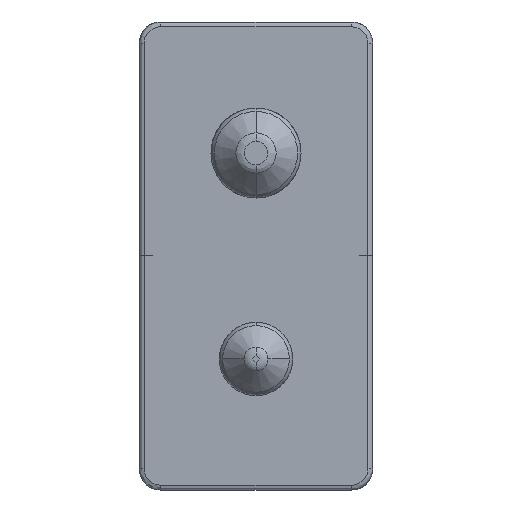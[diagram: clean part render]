
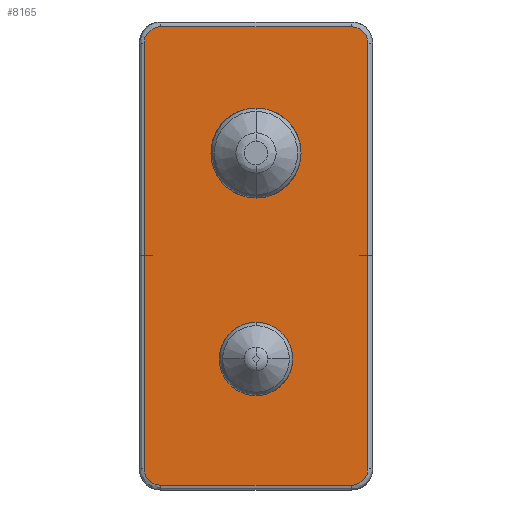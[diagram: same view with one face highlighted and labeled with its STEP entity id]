
A CAD part, left-side view. The second image highlights one B-rep face of the part: STEP entity #8165.
In plain terms, the highlighted planar face has unit normal (-1, 0, 0).
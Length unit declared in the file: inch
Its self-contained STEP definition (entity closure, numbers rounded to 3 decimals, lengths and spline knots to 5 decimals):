
#32 = VERTEX_POINT ( 'NONE', #6176 ) ;
#263 = EDGE_CURVE ( 'NONE', #2285, #5051, #1373, .T. ) ;
#268 = DIRECTION ( 'NONE',  ( 0., -1., 0. ) ) ;
#336 = CARTESIAN_POINT ( 'NONE',  ( -1.719, 0., 0.4865 ) ) ;
#353 = EDGE_LOOP ( 'NONE', ( #3775, #3975, #5707, #2811, #10065, #8264, #10319, #9038 ) ) ;
#444 = CARTESIAN_POINT ( 'NONE',  ( -1.719, -0.2375, -0.4515 ) ) ;
#493 = CARTESIAN_POINT ( 'NONE',  ( -1.719, -0.223, 0.4865 ) ) ;
#702 = DIRECTION ( 'NONE',  ( 0., -1., 0. ) ) ;
#805 = CARTESIAN_POINT ( 'NONE',  ( -1.719, 0., -0.2185 ) ) ;
#815 = CIRCLE ( 'NONE', #1994, 0.0955 ) ;
#897 = CARTESIAN_POINT ( 'NONE',  ( -1.719, 0.2375, -0.472 ) ) ;
#1050 = LINE ( 'NONE', #4291, #6676 ) ;
#1075 = CARTESIAN_POINT ( 'NONE',  ( -1.719, 0.223, 0.4865 ) ) ;
#1117 = EDGE_CURVE ( 'NONE', #4198, #8159, #1050, .T. ) ;
#1373 = CIRCLE ( 'NONE', #7524, 0.078 ) ;
#1631 = DIRECTION ( 'NONE',  ( -1., 0., 0. ) ) ;
#1994 = AXIS2_PLACEMENT_3D ( 'NONE', #4203, #8462, #6743 ) ;
#2285 = VERTEX_POINT ( 'NONE', #4716 ) ;
#2525 = VERTEX_POINT ( 'NONE', #4373 ) ;
#2753 = FACE_BOUND ( 'NONE', #9468, .T. ) ;
#2811 = ORIENTED_EDGE ( 'NONE', *, *, #6085, .F. ) ;
#3338 = EDGE_CURVE ( 'NONE', #5051, #2285, #7555, .T. ) ;
#3511 = VERTEX_POINT ( 'NONE', #9762 ) ;
#3542 = ORIENTED_EDGE ( 'NONE', *, *, #3338, .T. ) ;
#3674 = CARTESIAN_POINT ( 'NONE',  ( -1.719, -0.2025, -0.4865 ) ) ;
#3687 = ORIENTED_EDGE ( 'NONE', *, *, #9085, .T. ) ;
#3724 = LINE ( 'NONE', #336, #5081 ) ;
#3755 = EDGE_CURVE ( 'NONE', #32, #10323, #8174, .T. ) ;
#3775 = ORIENTED_EDGE ( 'NONE', *, *, #5743, .T. ) ;
#3900 = DIRECTION ( 'NONE',  ( 1., 0., 0. ) ) ;
#3975 = ORIENTED_EDGE ( 'NONE', *, *, #3755, .F. ) ;
#4198 = VERTEX_POINT ( 'NONE', #5053 ) ;
#4203 = CARTESIAN_POINT ( 'NONE',  ( -1.719, 0., 0.2185 ) ) ;
#4242 = EDGE_LOOP ( 'NONE', ( #5209, #3542 ) ) ;
#4291 = CARTESIAN_POINT ( 'NONE',  ( -1.719, 0., -0.4865 ) ) ;
#4373 = CARTESIAN_POINT ( 'NONE',  ( -1.719, -0.2025, 0.4865 ) ) ;
#4398 = PLANE ( 'NONE',  #10048 ) ;
#4474 =( BOUNDED_CURVE ( )  B_SPLINE_CURVE ( 3, ( #8183, #9891, #897, #9839 ),
 .UNSPECIFIED., .F., .F. ) 
 B_SPLINE_CURVE_WITH_KNOTS ( ( 4, 4 ),
 ( 0., 1. ),
 .UNSPECIFIED. ) 
 CURVE ( )  GEOMETRIC_REPRESENTATION_ITEM ( )  RATIONAL_B_SPLINE_CURVE ( ( 1., 0.805, 0.805, 1. ) ) 
 REPRESENTATION_ITEM ( '' )  );
#4528 = CARTESIAN_POINT ( 'NONE',  ( -1.719, 0.2025, 0.4865 ) ) ;
#4585 = CARTESIAN_POINT ( 'NONE',  ( -1.719, -0.2375, -0.472 ) ) ;
#4716 = CARTESIAN_POINT ( 'NONE',  ( -1.719, -0.078, -0.2185 ) ) ;
#4755 = CARTESIAN_POINT ( 'NONE',  ( -1.719, -0.0955, 0.2185 ) ) ;
#4803 = DIRECTION ( 'NONE',  ( 1., 0., 0. ) ) ;
#4916 = VERTEX_POINT ( 'NONE', #4755 ) ;
#5051 = VERTEX_POINT ( 'NONE', #8754 ) ;
#5053 = CARTESIAN_POINT ( 'NONE',  ( -1.719, 0.2025, -0.4865 ) ) ;
#5081 = VECTOR ( 'NONE', #7005, 39.37008 ) ;
#5195 = EDGE_CURVE ( 'NONE', #32, #3511, #5898, .T. ) ;
#5209 = ORIENTED_EDGE ( 'NONE', *, *, #263, .T. ) ;
#5211 = CARTESIAN_POINT ( 'NONE',  ( -1.719, 0.2025, 0.4865 ) ) ;
#5451 = DIRECTION ( 'NONE',  ( 1., 0., 0. ) ) ;
#5577 = CARTESIAN_POINT ( 'NONE',  ( -1.719, 0., -0.2185 ) ) ;
#5662 = EDGE_CURVE ( 'NONE', #9365, #9525, #6529, .T. ) ;
#5707 = ORIENTED_EDGE ( 'NONE', *, *, #5195, .T. ) ;
#5743 = EDGE_CURVE ( 'NONE', #2525, #10323, #3724, .T. ) ;
#5898 = LINE ( 'NONE', #6695, #8521 ) ;
#5947 = VECTOR ( 'NONE', #6681, 39.37008 ) ;
#6085 = EDGE_CURVE ( 'NONE', #4198, #3511, #4474, .T. ) ;
#6093 = CARTESIAN_POINT ( 'NONE',  ( -1.719, -0.2025, 0.4865 ) ) ;
#6176 = CARTESIAN_POINT ( 'NONE',  ( -1.719, 0.2375, 0.4515 ) ) ;
#6395 =( BOUNDED_CURVE ( )  B_SPLINE_CURVE ( 3, ( #444, #4585, #7067, #3674 ),
 .UNSPECIFIED., .F., .F. ) 
 B_SPLINE_CURVE_WITH_KNOTS ( ( 4, 4 ),
 ( 0., 1. ),
 .UNSPECIFIED. ) 
 CURVE ( )  GEOMETRIC_REPRESENTATION_ITEM ( )  RATIONAL_B_SPLINE_CURVE ( ( 1., 0.805, 0.805, 1. ) ) 
 REPRESENTATION_ITEM ( '' )  );
#6458 = CARTESIAN_POINT ( 'NONE',  ( -1.719, 0., 0.2185 ) ) ;
#6529 = LINE ( 'NONE', #7485, #5947 ) ;
#6676 = VECTOR ( 'NONE', #268, 39.37008 ) ;
#6681 = DIRECTION ( 'NONE',  ( 0., 0., -1. ) ) ;
#6695 = CARTESIAN_POINT ( 'NONE',  ( -1.719, 0.2375, 0.24825 ) ) ;
#6743 = DIRECTION ( 'NONE',  ( 0., -1., 0. ) ) ;
#6957 = CARTESIAN_POINT ( 'NONE',  ( -1.719, -0.2375, 0.4515 ) ) ;
#7005 = DIRECTION ( 'NONE',  ( 0., 1., 0. ) ) ;
#7067 = CARTESIAN_POINT ( 'NONE',  ( -1.719, -0.223, -0.4865 ) ) ;
#7126 = CIRCLE ( 'NONE', #10375, 0.0955 ) ;
#7221 = AXIS2_PLACEMENT_3D ( 'NONE', #805, #4803, #9957 ) ;
#7485 = CARTESIAN_POINT ( 'NONE',  ( -1.719, -0.2375, 0.37238 ) ) ;
#7524 = AXIS2_PLACEMENT_3D ( 'NONE', #5577, #3900, #9497 ) ;
#7555 = CIRCLE ( 'NONE', #7221, 0.078 ) ;
#7680 = CARTESIAN_POINT ( 'NONE',  ( -1.719, 0., 0.24825 ) ) ;
#7793 = EDGE_CURVE ( 'NONE', #2525, #9365, #7847, .T. ) ;
#7847 =( BOUNDED_CURVE ( )  B_SPLINE_CURVE ( 3, ( #6093, #493, #9374, #8682 ),
 .UNSPECIFIED., .F., .F. ) 
 B_SPLINE_CURVE_WITH_KNOTS ( ( 4, 4 ),
 ( 0., 1. ),
 .UNSPECIFIED. ) 
 CURVE ( )  GEOMETRIC_REPRESENTATION_ITEM ( )  RATIONAL_B_SPLINE_CURVE ( ( 1., 0.805, 0.805, 1. ) ) 
 REPRESENTATION_ITEM ( '' )  );
#8063 = DIRECTION ( 'NONE',  ( 0., -1., 0. ) ) ;
#8159 = VERTEX_POINT ( 'NONE', #9305 ) ;
#8165 = ADVANCED_FACE ( 'NONE', ( #10260, #2753, #8664 ), #4398, .T. ) ;
#8174 =( BOUNDED_CURVE ( )  B_SPLINE_CURVE ( 3, ( #10231, #8419, #1075, #4528 ),
 .UNSPECIFIED., .F., .T. ) 
 B_SPLINE_CURVE_WITH_KNOTS ( ( 4, 4 ),
 ( 0., 1. ),
 .UNSPECIFIED. ) 
 CURVE ( )  GEOMETRIC_REPRESENTATION_ITEM ( )  RATIONAL_B_SPLINE_CURVE ( ( 1., 0.805, 0.805, 1. ) ) 
 REPRESENTATION_ITEM ( '' )  );
#8180 = CARTESIAN_POINT ( 'NONE',  ( -1.719, -0.2375, -0.4515 ) ) ;
#8183 = CARTESIAN_POINT ( 'NONE',  ( -1.719, 0.2025, -0.4865 ) ) ;
#8264 = ORIENTED_EDGE ( 'NONE', *, *, #9337, .F. ) ;
#8416 = CARTESIAN_POINT ( 'NONE',  ( -1.719, 0.0955, 0.2185 ) ) ;
#8419 = CARTESIAN_POINT ( 'NONE',  ( -1.719, 0.2375, 0.472 ) ) ;
#8462 = DIRECTION ( 'NONE',  ( 1., 0., 0. ) ) ;
#8521 = VECTOR ( 'NONE', #10018, 39.37008 ) ;
#8664 = FACE_OUTER_BOUND ( 'NONE', #353, .T. ) ;
#8682 = CARTESIAN_POINT ( 'NONE',  ( -1.719, -0.2375, 0.4515 ) ) ;
#8754 = CARTESIAN_POINT ( 'NONE',  ( -1.719, 0.078, -0.2185 ) ) ;
#9038 = ORIENTED_EDGE ( 'NONE', *, *, #7793, .F. ) ;
#9055 = VERTEX_POINT ( 'NONE', #8416 ) ;
#9085 = EDGE_CURVE ( 'NONE', #9055, #4916, #815, .T. ) ;
#9305 = CARTESIAN_POINT ( 'NONE',  ( -1.719, -0.2025, -0.4865 ) ) ;
#9337 = EDGE_CURVE ( 'NONE', #9525, #8159, #6395, .T. ) ;
#9365 = VERTEX_POINT ( 'NONE', #6957 ) ;
#9374 = CARTESIAN_POINT ( 'NONE',  ( -1.719, -0.2375, 0.472 ) ) ;
#9468 = EDGE_LOOP ( 'NONE', ( #9914, #3687 ) ) ;
#9497 = DIRECTION ( 'NONE',  ( 0., -1., 0. ) ) ;
#9525 = VERTEX_POINT ( 'NONE', #8180 ) ;
#9762 = CARTESIAN_POINT ( 'NONE',  ( -1.719, 0.2375, -0.4515 ) ) ;
#9839 = CARTESIAN_POINT ( 'NONE',  ( -1.719, 0.2375, -0.4515 ) ) ;
#9853 = EDGE_CURVE ( 'NONE', #4916, #9055, #7126, .T. ) ;
#9891 = CARTESIAN_POINT ( 'NONE',  ( -1.719, 0.223, -0.4865 ) ) ;
#9914 = ORIENTED_EDGE ( 'NONE', *, *, #9853, .T. ) ;
#9957 = DIRECTION ( 'NONE',  ( 0., -1., 0. ) ) ;
#10018 = DIRECTION ( 'NONE',  ( 0., 0., -1. ) ) ;
#10048 = AXIS2_PLACEMENT_3D ( 'NONE', #7680, #1631, #8063 ) ;
#10065 = ORIENTED_EDGE ( 'NONE', *, *, #1117, .T. ) ;
#10231 = CARTESIAN_POINT ( 'NONE',  ( -1.719, 0.2375, 0.4515 ) ) ;
#10260 = FACE_BOUND ( 'NONE', #4242, .T. ) ;
#10319 = ORIENTED_EDGE ( 'NONE', *, *, #5662, .F. ) ;
#10323 = VERTEX_POINT ( 'NONE', #5211 ) ;
#10375 = AXIS2_PLACEMENT_3D ( 'NONE', #6458, #5451, #702 ) ;
